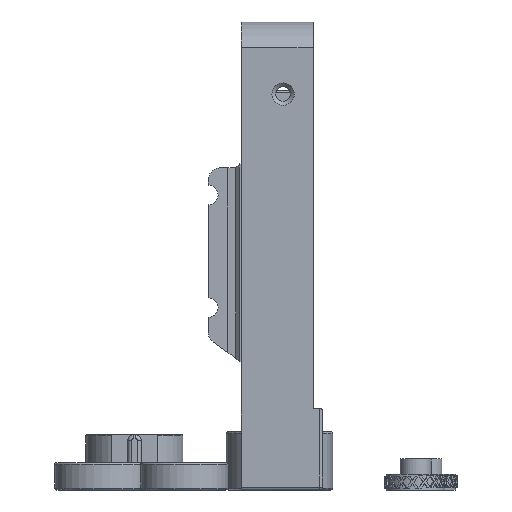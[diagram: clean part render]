
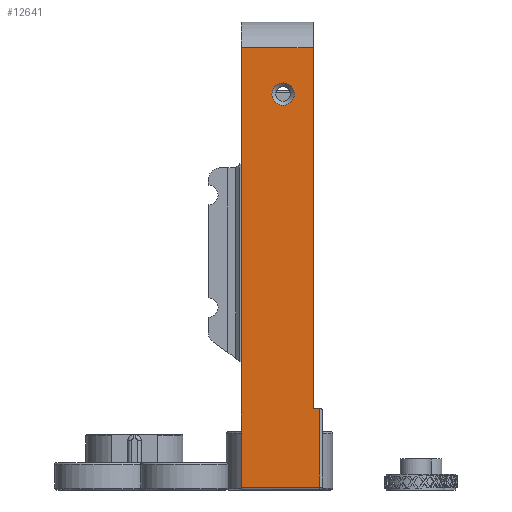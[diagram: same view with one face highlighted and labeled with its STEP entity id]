
A CAD part, front view. The second image highlights one B-rep face of the part: STEP entity #12641.
In plain terms, the highlighted planar face has unit normal (0, -1, 0).
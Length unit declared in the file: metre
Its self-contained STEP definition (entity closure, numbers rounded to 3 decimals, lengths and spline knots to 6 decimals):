
#2049=CIRCLE('',#13585,0.002875);
#2794=ORIENTED_EDGE('',*,*,#6621,.T.);
#2795=ORIENTED_EDGE('',*,*,#6622,.F.);
#2796=ORIENTED_EDGE('',*,*,#6623,.T.);
#2797=ORIENTED_EDGE('',*,*,#6624,.T.);
#2798=ORIENTED_EDGE('',*,*,#6625,.T.);
#2799=ORIENTED_EDGE('',*,*,#6601,.T.);
#2800=ORIENTED_EDGE('',*,*,#6620,.T.);
#6601=EDGE_CURVE('',#8555,#8556,#9879,.T.);
#6620=EDGE_CURVE('',#8556,#8572,#9894,.T.);
#6621=EDGE_CURVE('',#8573,#8573,#2049,.F.);
#6622=EDGE_CURVE('',#8574,#8572,#9895,.T.);
#6623=EDGE_CURVE('',#8574,#8575,#9896,.F.);
#6624=EDGE_CURVE('',#8575,#8576,#9897,.T.);
#6625=EDGE_CURVE('',#8576,#8555,#9898,.T.);
#8555=VERTEX_POINT('',#16494);
#8556=VERTEX_POINT('',#16495);
#8572=VERTEX_POINT('',#16545);
#8573=VERTEX_POINT('',#16549);
#8574=VERTEX_POINT('',#16551);
#8575=VERTEX_POINT('',#16553);
#8576=VERTEX_POINT('',#16555);
#9879=LINE('',#16493,#10329);
#9894=LINE('',#16546,#10344);
#9895=LINE('',#16550,#10345);
#9896=LINE('',#16552,#10346);
#9897=LINE('',#16554,#10347);
#9898=LINE('',#16556,#10348);
#10329=VECTOR('',#14601,1.);
#10344=VECTOR('',#14622,1.);
#10345=VECTOR('',#14627,1.);
#10346=VECTOR('',#14628,1.);
#10347=VECTOR('',#14629,1.);
#10348=VECTOR('',#14630,1.);
#10732=EDGE_LOOP('',(#2794));
#10733=EDGE_LOOP('',(#2795,#2796,#2797,#2798,#2799,#2800));
#11623=FACE_BOUND('',#10732,.T.);
#11624=FACE_BOUND('',#10733,.T.);
#12447=PLANE('',#13584);
#12641=ADVANCED_FACE('',(#11623,#11624),#12447,.T.);
#13584=AXIS2_PLACEMENT_3D('',#16547,#14623,#14624);
#13585=AXIS2_PLACEMENT_3D('',#16548,#14625,#14626);
#14601=DIRECTION('',(0.,0.,1.));
#14622=DIRECTION('',(-1.,0.,0.));
#14623=DIRECTION('',(0.,-1.,0.));
#14624=DIRECTION('',(-1.,0.,0.));
#14625=DIRECTION('',(0.,-1.,0.));
#14626=DIRECTION('',(-1.,0.,0.));
#14627=DIRECTION('',(0.,0.,1.));
#14628=DIRECTION('',(-1.,0.,0.));
#14629=DIRECTION('',(0.,0.,1.));
#14630=DIRECTION('',(-1.,0.,0.));
#16493=CARTESIAN_POINT('',(0.0005,-0.012,0.057));
#16494=CARTESIAN_POINT('',(0.0005,-0.012,0.021));
#16495=CARTESIAN_POINT('',(0.0005,-0.012,0.114));
#16545=CARTESIAN_POINT('',(-0.018,-0.012,0.114));
#16546=CARTESIAN_POINT('',(-0.0155,-0.012,0.114));
#16547=CARTESIAN_POINT('',(-0.0155,-0.012,0.057));
#16548=CARTESIAN_POINT('',(-0.00725,-0.012,0.102));
#16549=CARTESIAN_POINT('',(-0.010125,-0.012,0.102));
#16550=CARTESIAN_POINT('',(-0.018,-0.012,0.057));
#16551=CARTESIAN_POINT('',(-0.018,-0.012,0.00075));
#16552=CARTESIAN_POINT('',(-0.0155,-0.012,0.00075));
#16553=CARTESIAN_POINT('',(0.00225,-0.012,0.00075));
#16554=CARTESIAN_POINT('',(0.00225,-0.012,0.057));
#16555=CARTESIAN_POINT('',(0.00225,-0.012,0.021));
#16556=CARTESIAN_POINT('',(0.003,-0.012,0.021));
